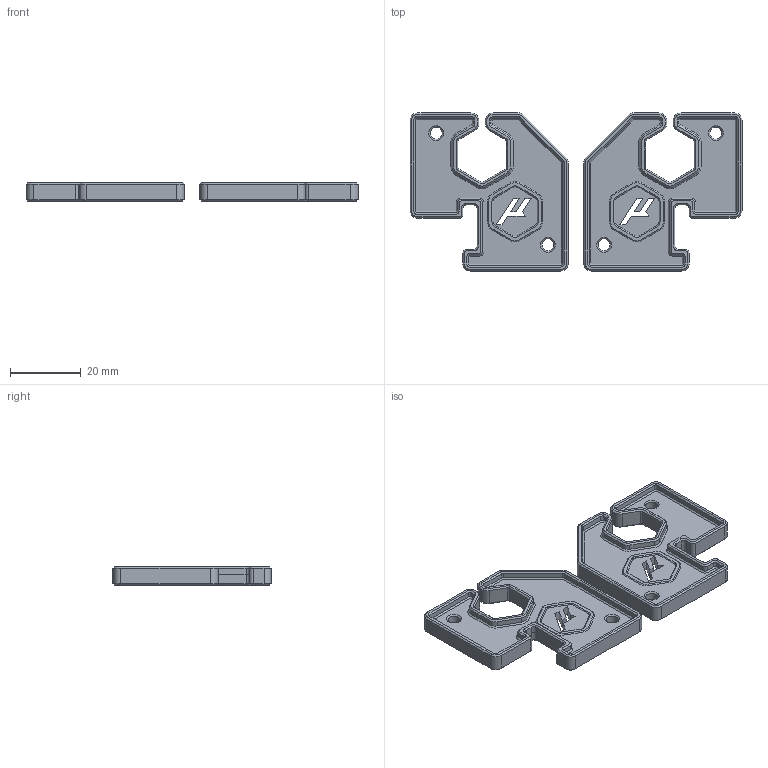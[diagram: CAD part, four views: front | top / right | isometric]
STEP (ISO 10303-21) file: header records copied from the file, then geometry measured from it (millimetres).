
FILE_DESCRIPTION(/* description */ (''),/* implementation_level */ '2;1');
FILE_NAME(/* name */ 'Z Drive Belt Cover_Cable_Access.step',/* time_stamp */ '2023-08-23T12:05:47+01:00',/* author */ (''),/* organization */ (''),/* preprocessor_version */ 'ST-DEVELOPER v20',/* originating_system */ 'Autodesk Translation Framework v12.9.0.99',/* authorisation */ '');
FILE_SCHEMA (('AUTOMOTIVE_DESIGN { 1 0 10303 214 3 1 1 }'));
Length unit declared in the file: millimetre
Products named in the file (1): Z Drive Belt Cover_Cable
Bounding box: 94.03 x 44.8 x 5.25 mm (x, y, z)
Volume: 10006.6 mm3; surface area: 9021.4 mm2
Topology: 2 solids, 2 shells, 616 faces, 1472 edges, 866 vertices
Faces by surface type: plane 328, cone 192, cylinder 96
Full cylindrical faces by diameter (mm): 3.4 x4
Entity records: 17475 total; most frequent: DIRECTION 3090, CARTESIAN_POINT 3027, ORIENTED_EDGE 2944, EDGE_CURVE 1472, LINE 1048, VECTOR 1048, AXIS2_PLACEMENT_3D 1021, VERTEX_POINT 866
